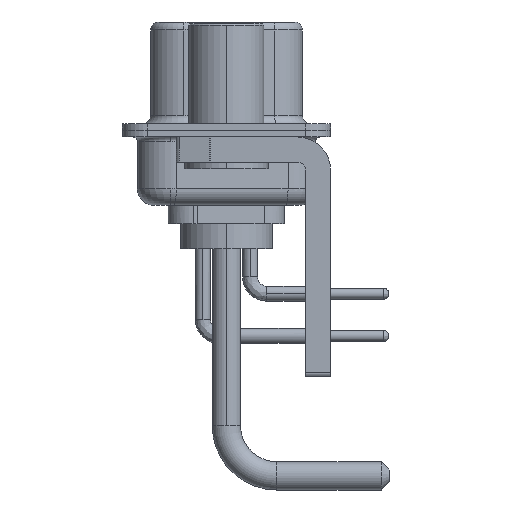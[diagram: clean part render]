
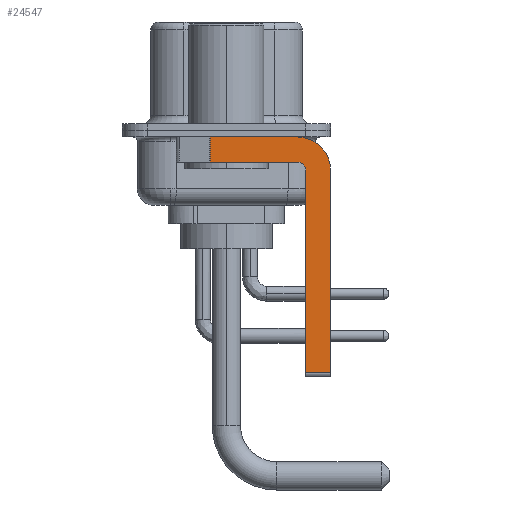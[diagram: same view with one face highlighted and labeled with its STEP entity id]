
A CAD part, left-side view. The second image highlights one B-rep face of the part: STEP entity #24547.
In plain terms, the highlighted planar face has unit normal (-1, 0, 0).
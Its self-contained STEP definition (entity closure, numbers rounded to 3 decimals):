
#245 = PLANE ( 'NONE',  #4668 ) ;
#1288 = ORIENTED_EDGE ( 'NONE', *, *, #10893, .F. ) ;
#1696 = VERTEX_POINT ( 'NONE', #21194 ) ;
#2317 = DIRECTION ( 'NONE',  ( -1., 0., 0. ) ) ;
#2482 = LINE ( 'NONE', #14521, #20794 ) ;
#2692 = ORIENTED_EDGE ( 'NONE', *, *, #23916, .F. ) ;
#2952 = CIRCLE ( 'NONE', #11004, 0.5 ) ;
#3677 = DIRECTION ( 'NONE',  ( 0., 0., -1. ) ) ;
#3953 = CARTESIAN_POINT ( 'NONE',  ( -2.9, 0.978, -0.4 ) ) ;
#4668 = AXIS2_PLACEMENT_3D ( 'NONE', #8042, #16121, #5804 ) ;
#5241 = CARTESIAN_POINT ( 'NONE',  ( -2.9, -4.25, -2.4 ) ) ;
#5760 = LINE ( 'NONE', #23734, #25572 ) ;
#5804 = DIRECTION ( 'NONE',  ( 0., 0., -1. ) ) ;
#5889 = EDGE_CURVE ( 'NONE', #8988, #22173, #2482, .T. ) ;
#6039 = VERTEX_POINT ( 'NONE', #23086 ) ;
#6550 = CARTESIAN_POINT ( 'NONE',  ( -2.9, 3., -0.4 ) ) ;
#6689 = LINE ( 'NONE', #6550, #15163 ) ;
#7015 = AXIS2_PLACEMENT_3D ( 'NONE', #5241, #13314, #13446 ) ;
#7887 = CARTESIAN_POINT ( 'NONE',  ( -2.9, -4.75, -14.8 ) ) ;
#8042 = CARTESIAN_POINT ( 'NONE',  ( -2.9, -4.25, -2.4 ) ) ;
#8290 = DIRECTION ( 'NONE',  ( 0., 0., -1. ) ) ;
#8433 = FACE_OUTER_BOUND ( 'NONE', #25199, .T. ) ;
#8988 = VERTEX_POINT ( 'NONE', #3953 ) ;
#9138 = DIRECTION ( 'NONE',  ( 0., 1., 0. ) ) ;
#9434 = CARTESIAN_POINT ( 'NONE',  ( -2.9, 0.978, -1.9 ) ) ;
#9961 = ORIENTED_EDGE ( 'NONE', *, *, #16193, .F. ) ;
#10893 = EDGE_CURVE ( 'NONE', #16082, #16882, #24264, .T. ) ;
#11004 = AXIS2_PLACEMENT_3D ( 'NONE', #20442, #2317, #17258 ) ;
#11470 = EDGE_CURVE ( 'NONE', #6039, #16082, #25549, .T. ) ;
#11481 = VERTEX_POINT ( 'NONE', #19262 ) ;
#11997 = DIRECTION ( 'NONE',  ( 0., 0., 1. ) ) ;
#12269 = CARTESIAN_POINT ( 'NONE',  ( -2.9, -6.25, -2.4 ) ) ;
#12711 = ORIENTED_EDGE ( 'NONE', *, *, #20399, .T. ) ;
#13314 = DIRECTION ( 'NONE',  ( 1., 0., 0. ) ) ;
#13446 = DIRECTION ( 'NONE',  ( 0., 0., -1. ) ) ;
#13834 = DIRECTION ( 'NONE',  ( 0., -1., 0. ) ) ;
#14129 = EDGE_CURVE ( 'NONE', #25402, #22173, #21425, .T. ) ;
#14521 = CARTESIAN_POINT ( 'NONE',  ( -2.9, 0.978, -1.9 ) ) ;
#15163 = VECTOR ( 'NONE', #18326, 1000. ) ;
#16082 = VERTEX_POINT ( 'NONE', #26088 ) ;
#16121 = DIRECTION ( 'NONE',  ( 1., 0., 0. ) ) ;
#16193 = EDGE_CURVE ( 'NONE', #8988, #6039, #6689, .T. ) ;
#16882 = VERTEX_POINT ( 'NONE', #18763 ) ;
#17258 = DIRECTION ( 'NONE',  ( 0., 0., 1. ) ) ;
#17614 = VECTOR ( 'NONE', #9138, 1000. ) ;
#18277 = EDGE_CURVE ( 'NONE', #11481, #1696, #22025, .T. ) ;
#18326 = DIRECTION ( 'NONE',  ( 0., -1., 0. ) ) ;
#18763 = CARTESIAN_POINT ( 'NONE',  ( -2.9, -6.25, -14.55 ) ) ;
#19262 = CARTESIAN_POINT ( 'NONE',  ( -2.9, -4.75, -14.55 ) ) ;
#20228 = ORIENTED_EDGE ( 'NONE', *, *, #14129, .F. ) ;
#20399 = EDGE_CURVE ( 'NONE', #11481, #16882, #5760, .T. ) ;
#20442 = CARTESIAN_POINT ( 'NONE',  ( -2.9, -4.25, -2.4 ) ) ;
#20794 = VECTOR ( 'NONE', #8290, 1000. ) ;
#21194 = CARTESIAN_POINT ( 'NONE',  ( -2.9, -4.75, -2.4 ) ) ;
#21336 = VECTOR ( 'NONE', #3677, 1000. ) ;
#21425 = LINE ( 'NONE', #25361, #17614 ) ;
#21715 = CARTESIAN_POINT ( 'NONE',  ( -2.9, -4.25, -1.9 ) ) ;
#21865 = ORIENTED_EDGE ( 'NONE', *, *, #5889, .T. ) ;
#22025 = LINE ( 'NONE', #7887, #22198 ) ;
#22173 = VERTEX_POINT ( 'NONE', #9434 ) ;
#22198 = VECTOR ( 'NONE', #11997, 1000. ) ;
#22509 = ORIENTED_EDGE ( 'NONE', *, *, #18277, .F. ) ;
#23086 = CARTESIAN_POINT ( 'NONE',  ( -2.9, -4.25, -0.4 ) ) ;
#23567 = ORIENTED_EDGE ( 'NONE', *, *, #11470, .F. ) ;
#23734 = CARTESIAN_POINT ( 'NONE',  ( -2.9, -4.25, -14.55 ) ) ;
#23916 = EDGE_CURVE ( 'NONE', #1696, #25402, #2952, .T. ) ;
#24264 = LINE ( 'NONE', #12269, #21336 ) ;
#24547 = ADVANCED_FACE ( 'NONE', ( #8433 ), #245, .F. ) ;
#25199 = EDGE_LOOP ( 'NONE', ( #9961, #21865, #20228, #2692, #22509, #12711, #1288, #23567 ) ) ;
#25361 = CARTESIAN_POINT ( 'NONE',  ( -2.9, -4.25, -1.9 ) ) ;
#25402 = VERTEX_POINT ( 'NONE', #21715 ) ;
#25549 = CIRCLE ( 'NONE', #7015, 2. ) ;
#25572 = VECTOR ( 'NONE', #13834, 1000. ) ;
#26088 = CARTESIAN_POINT ( 'NONE',  ( -2.9, -6.25, -2.4 ) ) ;
